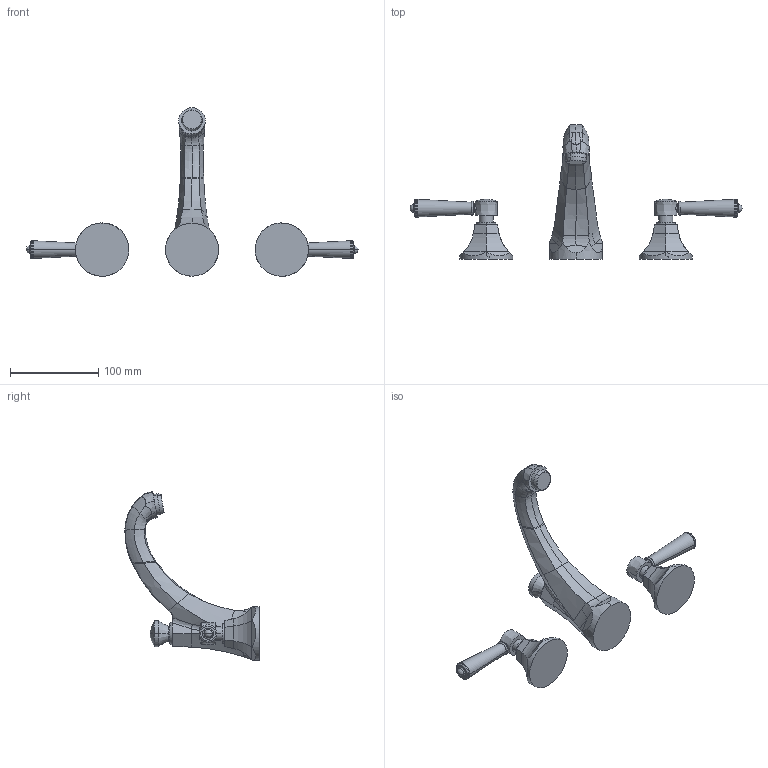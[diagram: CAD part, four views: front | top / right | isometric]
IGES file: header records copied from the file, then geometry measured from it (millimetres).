
Start section:  PTC IGES file: 1200c.igs
Global section: file name: 1200c.igs; native system: Creo Parametric by PTC Inc.; preprocessor: 2018400; author: jinson.thomas; organization: Unknown; date: 20201126.133438; units: inch
Bounding box: 375.56 x 151.84 x 190.68 mm (x, y, z)
Volume: 450854.1 mm3; surface area: 67606.6 mm2
Topology: 3 solids, 5 shells, 241 faces, 560 edges, 334 vertices
Faces by surface type: revolution 122, bspline 119
